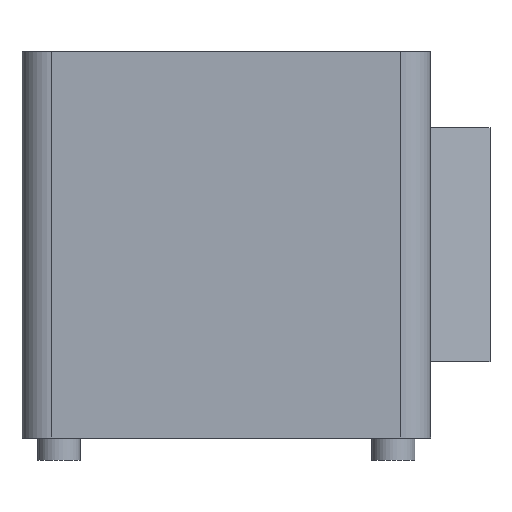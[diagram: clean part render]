
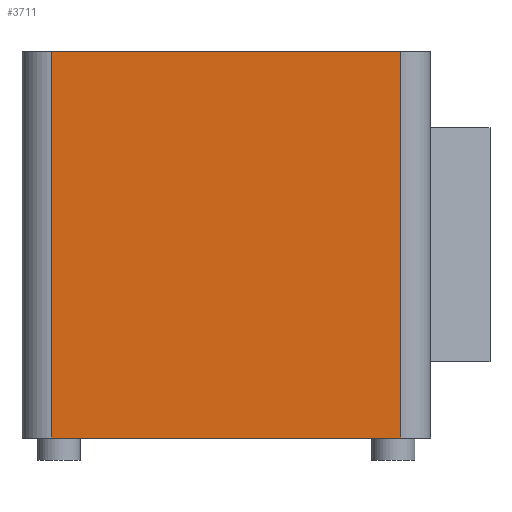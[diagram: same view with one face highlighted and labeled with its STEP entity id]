
A CAD part, left-side view. The second image highlights one B-rep face of the part: STEP entity #3711.
In plain terms, the highlighted planar face has unit normal (-1, 0, 0).
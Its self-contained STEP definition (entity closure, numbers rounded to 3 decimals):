
#143=LINE('',#5630,#429);
#144=LINE('',#5632,#430);
#145=LINE('',#5634,#431);
#146=LINE('',#5635,#432);
#429=VECTOR('',#4584,52.);
#430=VECTOR('',#4585,47.);
#431=VECTOR('',#4586,52.);
#432=VECTOR('',#4587,47.);
#687=PLANE('',#3990);
#950=FACE_OUTER_BOUND('',#1204,.T.);
#1204=EDGE_LOOP('',(#2649,#2650,#2651,#2652));
#1685=VERTEX_POINT('',#5628);
#1686=VERTEX_POINT('',#5629);
#1687=VERTEX_POINT('',#5631);
#1688=VERTEX_POINT('',#5633);
#2057=EDGE_CURVE('',#1685,#1686,#143,.T.);
#2058=EDGE_CURVE('',#1685,#1687,#144,.T.);
#2059=EDGE_CURVE('',#1688,#1687,#145,.T.);
#2060=EDGE_CURVE('',#1688,#1686,#146,.T.);
#2649=ORIENTED_EDGE('',*,*,#2057,.F.);
#2650=ORIENTED_EDGE('',*,*,#2058,.T.);
#2651=ORIENTED_EDGE('',*,*,#2059,.F.);
#2652=ORIENTED_EDGE('',*,*,#2060,.T.);
#3711=ADVANCED_FACE('',(#950),#687,.T.);
#3990=AXIS2_PLACEMENT_3D('',#5627,#4582,#4583);
#4582=DIRECTION('center_axis',(-1.,0.,0.));
#4583=DIRECTION('ref_axis',(0.,0.,1.));
#4584=DIRECTION('',(0.,0.,-1.));
#4585=DIRECTION('',(0.,1.,0.));
#4586=DIRECTION('',(0.,0.,1.));
#4587=DIRECTION('',(0.,-1.,0.));
#5627=CARTESIAN_POINT('Origin',(-43.,-27.5,0.));
#5628=CARTESIAN_POINT('',(-43.,-23.5,26.));
#5629=CARTESIAN_POINT('',(-43.,-23.5,-26.));
#5630=CARTESIAN_POINT('',(-43.,-23.5,0.));
#5631=CARTESIAN_POINT('',(-43.,23.5,26.));
#5632=CARTESIAN_POINT('',(-43.,-27.5,26.));
#5633=CARTESIAN_POINT('',(-43.,23.5,-26.));
#5634=CARTESIAN_POINT('',(-43.,23.5,0.));
#5635=CARTESIAN_POINT('',(-43.,-27.5,-26.));
